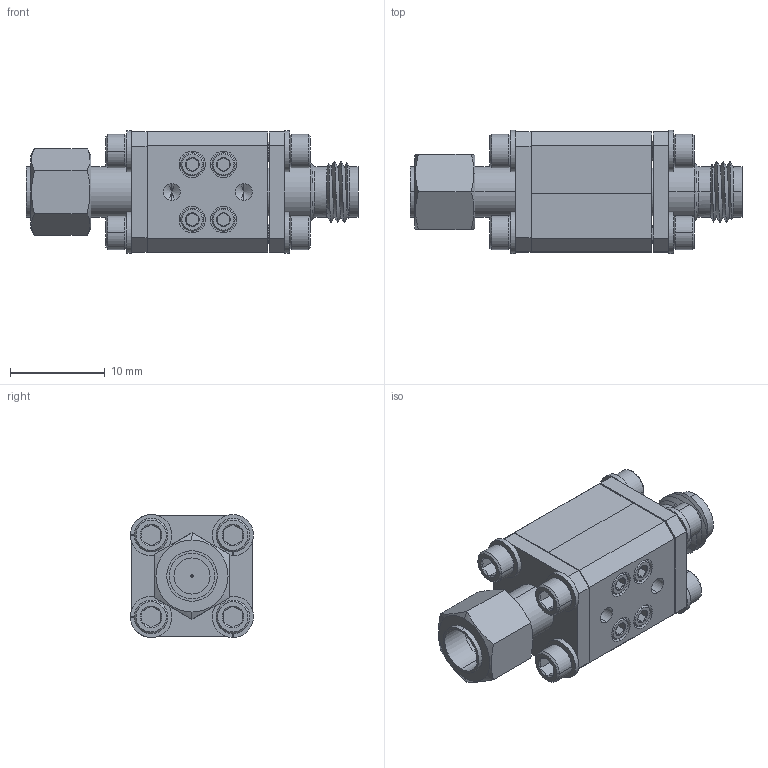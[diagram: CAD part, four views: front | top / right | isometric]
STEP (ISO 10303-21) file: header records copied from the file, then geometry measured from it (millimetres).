
FILE_DESCRIPTION (( 'STEP AP203' ), '1' );
FILE_NAME ('SCF-55375330-KFKM-L1.STEP', '2019-07-18T17:04:43', ( '' ), ( '' ), 'SwSTEP 2.0', 'SolidWorks 2016', '' );
FILE_SCHEMA (( 'CONFIG_CONTROL_DESIGN' ));
Length unit declared in the file: inch
Products named in the file (1): SCF-55375330-KFKM-L1
Bounding box: 35.1 x 13 x 13 mm (x, y, z)
Volume: 3123.2 mm3; surface area: 4680.9 mm2
Topology: 27 solids, 27 shells, 1387 faces, 3601 edges, 2288 vertices
Faces by surface type: cylinder 890, plane 243, cone 226, bspline 26, torus 2
Entity records: 60502 total; most frequent: CARTESIAN_POINT 31166, ORIENTED_EDGE 7114, DIRECTION 5178, EDGE_CURVE 3557, VERTEX_POINT 2288, AXIS2_PLACEMENT_3D 1902, EDGE_LOOP 1475, ADVANCED_FACE 1387
